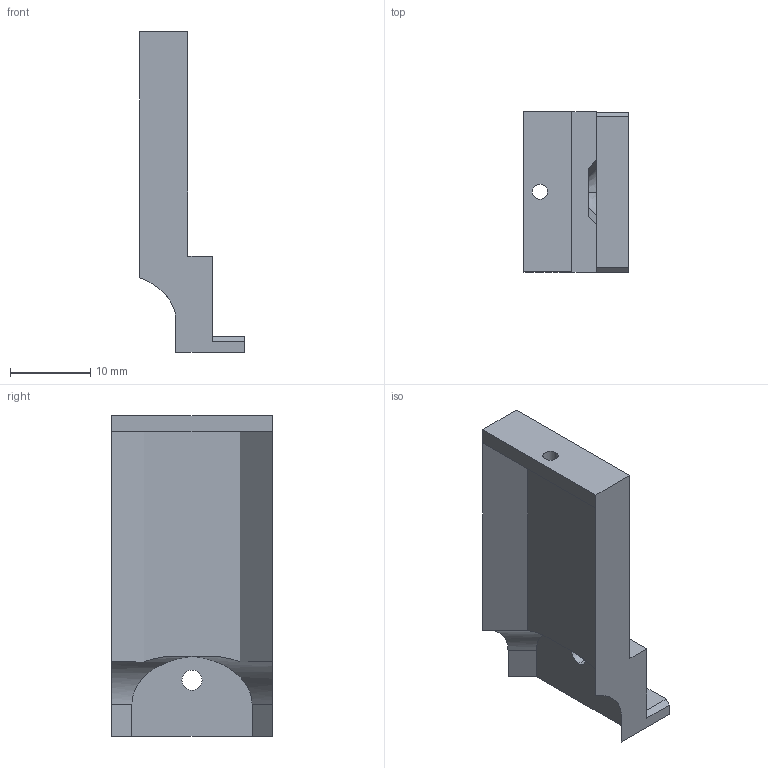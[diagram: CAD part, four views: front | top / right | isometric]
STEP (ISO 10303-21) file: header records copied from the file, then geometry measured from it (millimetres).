
FILE_DESCRIPTION (( 'STEP AP203' ), '1' );
FILE_NAME ('眈儂盓殤_slider.STEP', '2024-01-14T09:43:48', ( '' ), ( '' ), 'SwSTEP 2.0', 'SolidWorks 2022', '' );
FILE_SCHEMA (( 'CONFIG_CONTROL_DESIGN' ));
Length unit declared in the file: millimetre
Products named in the file (1): 眈儂盓殤_slider
Bounding box: 13 x 20 x 40 mm (x, y, z)
Volume: 2585.2 mm3; surface area: 2711.8 mm2
Topology: 1 solids, 1 shells, 31 faces, 85 edges, 56 vertices
Faces by surface type: plane 23, cylinder 6, cone 2
Entity records: 1060 total; most frequent: CARTESIAN_POINT 194, ORIENTED_EDGE 170, DIRECTION 154, EDGE_CURVE 85, VECTOR 66, LINE 66, VERTEX_POINT 56, AXIS2_PLACEMENT_3D 44
